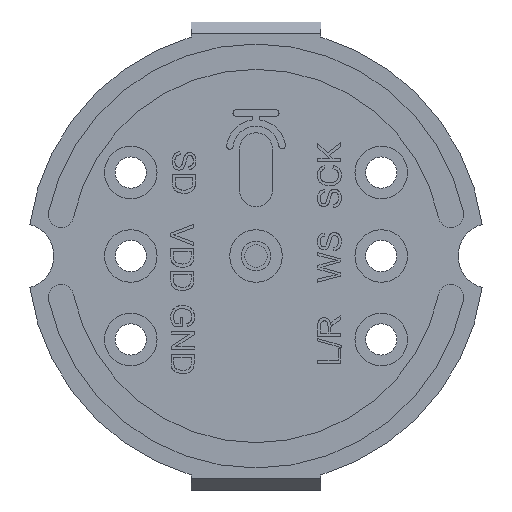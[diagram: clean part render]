
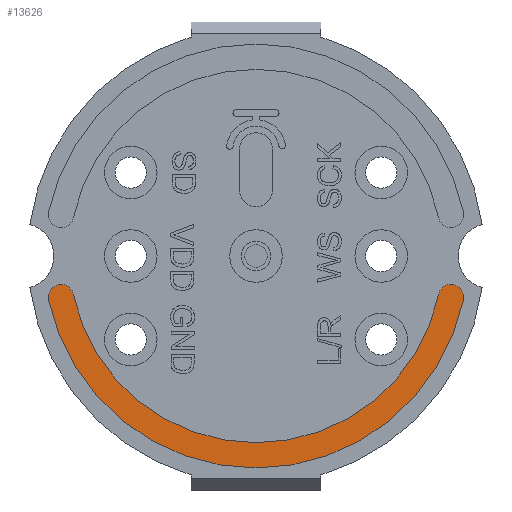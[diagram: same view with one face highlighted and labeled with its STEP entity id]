
A CAD part, front view. The second image highlights one B-rep face of the part: STEP entity #13626.
In plain terms, the highlighted planar face has unit normal (0, -1, 0).
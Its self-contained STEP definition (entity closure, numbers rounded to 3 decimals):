
#25 = CARTESIAN_POINT ( 'NONE',  ( 0., -0.01, 0. ) ) ;
#334 = AXIS2_PLACEMENT_3D ( 'NONE', #6677, #16541, #4343 ) ;
#564 = AXIS2_PLACEMENT_3D ( 'NONE', #6933, #2896, #10160 ) ;
#881 = CARTESIAN_POINT ( 'NONE',  ( -5.936, -0.01, -1.246 ) ) ;
#1342 = VERTEX_POINT ( 'NONE', #16572 ) ;
#2633 = EDGE_CURVE ( 'NONE', #1342, #8348, #29939, .T. ) ;
#2896 = DIRECTION ( 'NONE',  ( 0., -1., 0. ) ) ;
#3188 = DIRECTION ( 'NONE',  ( 0., -1., 0. ) ) ;
#4343 = DIRECTION ( 'NONE',  ( -0.978, 0., -0.208 ) ) ;
#4808 = DIRECTION ( 'NONE',  ( -0.978, 0., -0.208 ) ) ;
#5087 = AXIS2_PLACEMENT_3D ( 'NONE', #881, #3188, #29582 ) ;
#5150 = EDGE_CURVE ( 'NONE', #19000, #7877, #7573, .T. ) ;
#5341 = CARTESIAN_POINT ( 'NONE',  ( -6.016, -0.01, -0.869 ) ) ;
#5625 = CARTESIAN_POINT ( 'NONE',  ( 6.309, -0.01, -1.341 ) ) ;
#5655 = EDGE_CURVE ( 'NONE', #14359, #13168, #8533, .T. ) ;
#5733 = CARTESIAN_POINT ( 'NONE',  ( 0., -0.01, -3.655 ) ) ;
#6398 = EDGE_CURVE ( 'NONE', #8348, #19000, #16453, .T. ) ;
#6677 = CARTESIAN_POINT ( 'NONE',  ( 0., -0.01, 0. ) ) ;
#6933 = CARTESIAN_POINT ( 'NONE',  ( 5.936, -0.01, -1.246 ) ) ;
#7386 = ORIENTED_EDGE ( 'NONE', *, *, #25242, .T. ) ;
#7573 = CIRCLE ( 'NONE', #5087, 0.385 ) ;
#7751 = DIRECTION ( 'NONE',  ( 0., -1., 0. ) ) ;
#7877 = VERTEX_POINT ( 'NONE', #23912 ) ;
#8348 = VERTEX_POINT ( 'NONE', #27063 ) ;
#8530 = DIRECTION ( 'NONE',  ( 0., -1., 0. ) ) ;
#8533 = CIRCLE ( 'NONE', #18415, 0.385 ) ;
#8786 = ORIENTED_EDGE ( 'NONE', *, *, #5150, .T. ) ;
#9476 = ORIENTED_EDGE ( 'NONE', *, *, #5655, .T. ) ;
#10160 = DIRECTION ( 'NONE',  ( 0.969, 0., -0.246 ) ) ;
#10872 = ORIENTED_EDGE ( 'NONE', *, *, #21894, .T. ) ;
#12564 = EDGE_LOOP ( 'NONE', ( #14625, #26625, #8786, #7386, #9476, #10872 ) ) ;
#13168 = VERTEX_POINT ( 'NONE', #20317 ) ;
#13626 = ADVANCED_FACE ( 'NONE', ( #28152 ), #23652, .T. ) ;
#13949 = CIRCLE ( 'NONE', #22305, 6.45 ) ;
#14359 = VERTEX_POINT ( 'NONE', #5625 ) ;
#14383 = DIRECTION ( 'NONE',  ( 0., -1., 0. ) ) ;
#14625 = ORIENTED_EDGE ( 'NONE', *, *, #2633, .T. ) ;
#15794 = DIRECTION ( 'NONE',  ( 0.986, 0., 0.169 ) ) ;
#16453 = CIRCLE ( 'NONE', #20390, 0.385 ) ;
#16513 = AXIS2_PLACEMENT_3D ( 'NONE', #5733, #28755, #19344 ) ;
#16541 = DIRECTION ( 'NONE',  ( 0., 1., 0. ) ) ;
#16572 = CARTESIAN_POINT ( 'NONE',  ( 5.556, -0.01, -1.181 ) ) ;
#18415 = AXIS2_PLACEMENT_3D ( 'NONE', #23493, #14383, #28144 ) ;
#19000 = VERTEX_POINT ( 'NONE', #5341 ) ;
#19344 = DIRECTION ( 'NONE',  ( 0., 0., -1. ) ) ;
#20317 = CARTESIAN_POINT ( 'NONE',  ( 6.016, -0.01, -0.869 ) ) ;
#20390 = AXIS2_PLACEMENT_3D ( 'NONE', #27525, #8530, #15794 ) ;
#21894 = EDGE_CURVE ( 'NONE', #13168, #1342, #22738, .T. ) ;
#22305 = AXIS2_PLACEMENT_3D ( 'NONE', #25, #7751, #4808 ) ;
#22738 = CIRCLE ( 'NONE', #564, 0.385 ) ;
#23493 = CARTESIAN_POINT ( 'NONE',  ( 5.936, -0.01, -1.246 ) ) ;
#23652 = PLANE ( 'NONE',  #16513 ) ;
#23912 = CARTESIAN_POINT ( 'NONE',  ( -6.309, -0.01, -1.341 ) ) ;
#25242 = EDGE_CURVE ( 'NONE', #7877, #14359, #13949, .T. ) ;
#26625 = ORIENTED_EDGE ( 'NONE', *, *, #6398, .T. ) ;
#27063 = CARTESIAN_POINT ( 'NONE',  ( -5.556, -0.01, -1.181 ) ) ;
#27525 = CARTESIAN_POINT ( 'NONE',  ( -5.936, -0.01, -1.246 ) ) ;
#28144 = DIRECTION ( 'NONE',  ( 0.969, 0., -0.246 ) ) ;
#28152 = FACE_OUTER_BOUND ( 'NONE', #12564, .T. ) ;
#28755 = DIRECTION ( 'NONE',  ( 0., -1., 0. ) ) ;
#29582 = DIRECTION ( 'NONE',  ( 0.986, 0., 0.169 ) ) ;
#29939 = CIRCLE ( 'NONE', #334, 5.68 ) ;
